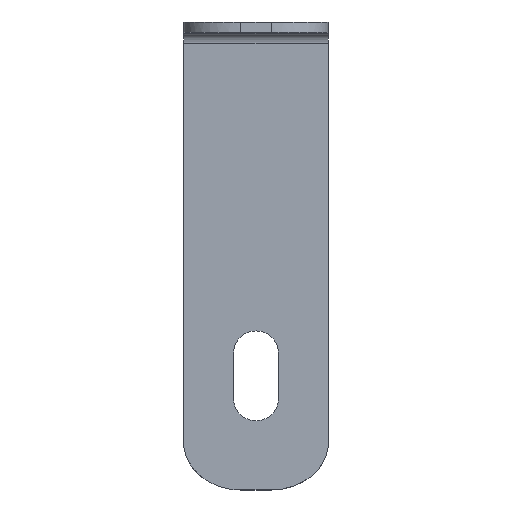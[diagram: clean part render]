
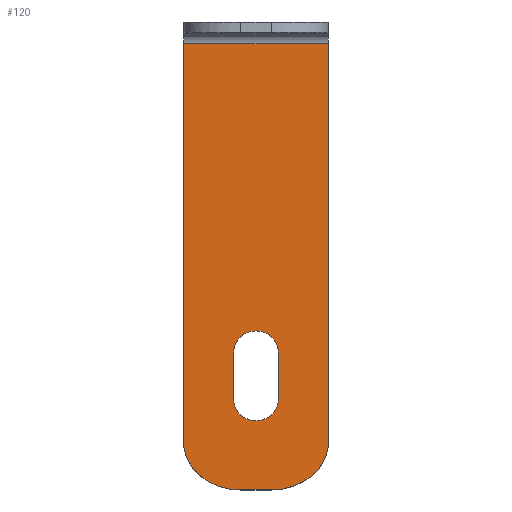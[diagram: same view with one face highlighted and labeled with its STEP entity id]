
A CAD part, top view. The second image highlights one B-rep face of the part: STEP entity #120.
In plain terms, the highlighted planar face has unit normal (0, 0, 1).
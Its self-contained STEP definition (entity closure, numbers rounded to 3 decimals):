
#27=CARTESIAN_POINT('',(7.911,-30.867,1.499));
#28=DIRECTION('',(0.,0.,1.));
#29=DIRECTION('',(1.,0.,0.));
#30=AXIS2_PLACEMENT_3D('',#27,#28,#29);
#31=PLANE('',#30);
#32=CARTESIAN_POINT('',(3.255,-47.753,1.499));
#33=VERTEX_POINT('',#32);
#34=CARTESIAN_POINT('',(-3.255,-47.753,1.499));
#35=VERTEX_POINT('',#34);
#36=CARTESIAN_POINT('',(-0.,-47.753,1.499));
#37=DIRECTION('',(0.,0.,1.));
#38=DIRECTION('',(1.,0.,-0.));
#39=AXIS2_PLACEMENT_3D('',#36,#37,#38);
#40=CIRCLE('',#39,3.255);
#41=EDGE_CURVE('',#33,#35,#40,.T.);
#42=ORIENTED_EDGE('',*,*,#41,.F.);
#43=CARTESIAN_POINT('',(3.255,-54.247,1.499));
#44=VERTEX_POINT('',#43);
#45=CARTESIAN_POINT('',(3.255,-54.247,1.499));
#46=DIRECTION('',(0.,1.,0.));
#47=VECTOR('',#46,6.493);
#48=LINE('',#45,#47);
#49=EDGE_CURVE('',#44,#33,#48,.T.);
#50=ORIENTED_EDGE('',*,*,#49,.F.);
#51=CARTESIAN_POINT('',(-3.255,-54.247,1.499));
#52=VERTEX_POINT('',#51);
#53=CARTESIAN_POINT('',(-0.,-54.247,1.499));
#54=DIRECTION('',(0.,0.,1.));
#55=DIRECTION('',(1.,0.,-0.));
#56=AXIS2_PLACEMENT_3D('',#53,#54,#55);
#57=CIRCLE('',#56,3.255);
#58=EDGE_CURVE('',#52,#44,#57,.T.);
#59=ORIENTED_EDGE('',*,*,#58,.F.);
#60=CARTESIAN_POINT('',(-3.255,-47.753,1.499));
#61=DIRECTION('',(0.,-1.,0.));
#62=VECTOR('',#61,6.493);
#63=LINE('',#60,#62);
#64=EDGE_CURVE('',#35,#52,#63,.T.);
#65=ORIENTED_EDGE('',*,*,#64,.F.);
#66=EDGE_LOOP('',(#42,#50,#59,#65));
#67=FACE_BOUND('',#66,.T.);
#68=CARTESIAN_POINT('',(-10.471,-3.,1.499));
#69=VERTEX_POINT('',#68);
#70=CARTESIAN_POINT('',(-10.471,-60.48,1.499));
#71=VERTEX_POINT('',#70);
#72=CARTESIAN_POINT('',(-10.471,-3.,1.499));
#73=DIRECTION('',(0.,-1.,0.));
#74=VECTOR('',#73,57.48);
#75=LINE('',#72,#74);
#76=EDGE_CURVE('',#69,#71,#75,.T.);
#77=ORIENTED_EDGE('',*,*,#76,.T.);
#78=CARTESIAN_POINT('',(-2.216,-67.48,1.499));
#79=VERTEX_POINT('',#78);
#80=CARTESIAN_POINT('',(-10.471,-60.48,1.499));
#81=CARTESIAN_POINT('',(-10.471,-64.581,1.499));
#82=CARTESIAN_POINT('',(-7.052,-67.48,1.499));
#83=CARTESIAN_POINT('',(-2.216,-67.48,1.499));
#84=(BOUNDED_CURVE()
B_SPLINE_CURVE(3,(#80,#81,#82,#83),.UNSPECIFIED.,.F.,.F.)
B_SPLINE_CURVE_WITH_KNOTS((4,4),(0.,1.),.UNSPECIFIED.)
CURVE()
GEOMETRIC_REPRESENTATION_ITEM()
RATIONAL_B_SPLINE_CURVE((1.,0.805,0.805,1.))
REPRESENTATION_ITEM(''));
#85=EDGE_CURVE('',#71,#79,#84,.T.);
#86=ORIENTED_EDGE('',*,*,#85,.T.);
#87=CARTESIAN_POINT('',(2.216,-67.48,1.499));
#88=VERTEX_POINT('',#87);
#89=CARTESIAN_POINT('',(-2.216,-67.48,1.499));
#90=DIRECTION('',(1.,0.,-0.));
#91=VECTOR('',#90,4.431);
#92=LINE('',#89,#91);
#93=EDGE_CURVE('',#79,#88,#92,.T.);
#94=ORIENTED_EDGE('',*,*,#93,.T.);
#95=CARTESIAN_POINT('',(10.471,-60.48,1.499));
#96=VERTEX_POINT('',#95);
#97=CARTESIAN_POINT('',(2.216,-67.48,1.499));
#98=CARTESIAN_POINT('',(7.052,-67.48,1.499));
#99=CARTESIAN_POINT('',(10.471,-64.581,1.499));
#100=CARTESIAN_POINT('',(10.471,-60.48,1.499));
#101=(BOUNDED_CURVE()
B_SPLINE_CURVE(3,(#97,#98,#99,#100),.UNSPECIFIED.,.F.,.F.)
B_SPLINE_CURVE_WITH_KNOTS((4,4),(0.,1.),.UNSPECIFIED.)
CURVE()
GEOMETRIC_REPRESENTATION_ITEM()
RATIONAL_B_SPLINE_CURVE((1.,0.805,0.805,1.))
REPRESENTATION_ITEM(''));
#102=EDGE_CURVE('',#88,#96,#101,.T.);
#103=ORIENTED_EDGE('',*,*,#102,.T.);
#104=CARTESIAN_POINT('',(10.471,-3.,1.499));
#105=VERTEX_POINT('',#104);
#106=CARTESIAN_POINT('',(10.471,-60.48,1.499));
#107=DIRECTION('',(0.,1.,0.));
#108=VECTOR('',#107,57.48);
#109=LINE('',#106,#108);
#110=EDGE_CURVE('',#96,#105,#109,.T.);
#111=ORIENTED_EDGE('',*,*,#110,.T.);
#112=CARTESIAN_POINT('',(10.471,-3.,1.499));
#113=DIRECTION('',(-1.,-0.,0.));
#114=VECTOR('',#113,20.943);
#115=LINE('',#112,#114);
#116=EDGE_CURVE('',#105,#69,#115,.T.);
#117=ORIENTED_EDGE('',*,*,#116,.T.);
#118=EDGE_LOOP('',(#77,#86,#94,#103,#111,#117));
#119=FACE_BOUND('',#118,.T.);
#120=ADVANCED_FACE('',(#67,#119),#31,.T.);
